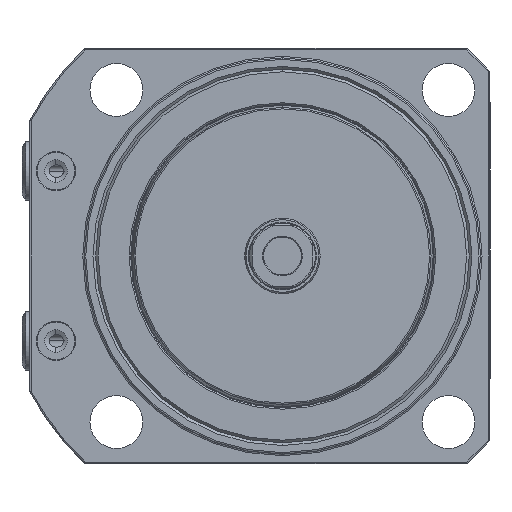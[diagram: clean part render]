
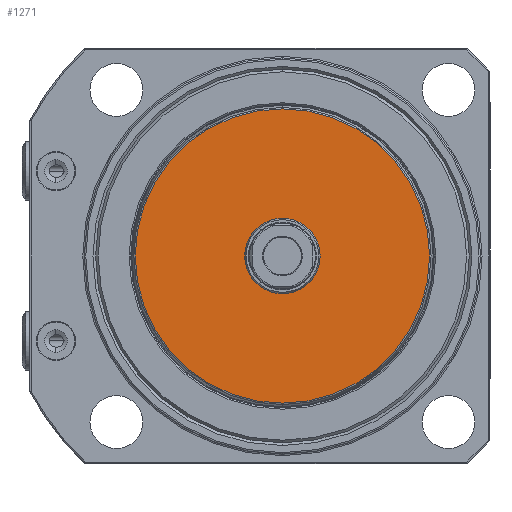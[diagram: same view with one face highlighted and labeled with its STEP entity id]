
A CAD part, front view. The second image highlights one B-rep face of the part: STEP entity #1271.
In plain terms, the highlighted planar face has unit normal (0, -1, 0).
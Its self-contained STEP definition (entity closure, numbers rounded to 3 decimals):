
#818 = FACE_OUTER_BOUND ( 'NONE', #1041, .T. ) ;
#825 = FACE_BOUND ( 'NONE', #1040, .T. ) ;
#908 = AXIS2_PLACEMENT_3D ( 'NONE', #7620, #7621, #7622 ) ;
#1040 = EDGE_LOOP ( 'NONE', ( #2934, #2932 ) ) ;
#1041 = EDGE_LOOP ( 'NONE', ( #2935, #2930 ) ) ;
#1196 = VERTEX_POINT ( 'NONE', #7480 ) ;
#1197 = VERTEX_POINT ( 'NONE', #7481 ) ;
#1202 = VERTEX_POINT ( 'NONE', #7486 ) ;
#1203 = VERTEX_POINT ( 'NONE', #7487 ) ;
#1271 = ADVANCED_FACE ( 'NONE', ( #825, #818 ), #7619, .F. ) ;
#2930 = ORIENTED_EDGE ( 'NONE', *, *, #8670, .T. ) ;
#2932 = ORIENTED_EDGE ( 'NONE', *, *, #8662, .T. ) ;
#2934 = ORIENTED_EDGE ( 'NONE', *, *, #8678, .T. ) ;
#2935 = ORIENTED_EDGE ( 'NONE', *, *, #8679, .T. ) ;
#5403 = CARTESIAN_POINT ( 'NONE',  ( 0., 0., 0. ) ) ;
#5410 = DIRECTION ( 'NONE',  ( 0., 1., 0. ) ) ;
#5411 = DIRECTION ( 'NONE',  ( 0., 0., 1. ) ) ;
#5433 = CARTESIAN_POINT ( 'NONE',  ( 0., 0., 0. ) ) ;
#5434 = DIRECTION ( 'NONE',  ( 0., -1., 0. ) ) ;
#5435 = DIRECTION ( 'NONE',  ( 0., 0., 1. ) ) ;
#5448 = CARTESIAN_POINT ( 'NONE',  ( 0., 0., 0. ) ) ;
#5458 = DIRECTION ( 'NONE',  ( 0., 1., 0. ) ) ;
#5459 = DIRECTION ( 'NONE',  ( 0., 0., 1. ) ) ;
#5460 = CARTESIAN_POINT ( 'NONE',  ( 0., 0., 0. ) ) ;
#5461 = DIRECTION ( 'NONE',  ( 0., -1., 0. ) ) ;
#5462 = DIRECTION ( 'NONE',  ( 0., 0., 1. ) ) ;
#7310 = AXIS2_PLACEMENT_3D ( 'NONE', #5448, #5458, #5459 ) ;
#7318 = AXIS2_PLACEMENT_3D ( 'NONE', #5460, #5461, #5462 ) ;
#7321 = AXIS2_PLACEMENT_3D ( 'NONE', #5433, #5434, #5435 ) ;
#7333 = AXIS2_PLACEMENT_3D ( 'NONE', #5403, #5410, #5411 ) ;
#7480 = CARTESIAN_POINT ( 'NONE',  ( 0., 0., 38.992 ) ) ;
#7481 = CARTESIAN_POINT ( 'NONE',  ( 0., 0., -38.992 ) ) ;
#7486 = CARTESIAN_POINT ( 'NONE',  ( 0., 0., 10. ) ) ;
#7487 = CARTESIAN_POINT ( 'NONE',  ( 0., 0., -10. ) ) ;
#7619 = PLANE ( 'NONE',  #908 ) ;
#7620 = CARTESIAN_POINT ( 'NONE',  ( 39.272, 0., 0. ) ) ;
#7621 = DIRECTION ( 'NONE',  ( 0., 1., 0. ) ) ;
#7622 = DIRECTION ( 'NONE',  ( 0., 0., 1. ) ) ;
#8376 = CIRCLE ( 'NONE', #7333, 10. ) ;
#8383 = CIRCLE ( 'NONE', #7318, 38.992 ) ;
#8384 = CIRCLE ( 'NONE', #7310, 10. ) ;
#8388 = CIRCLE ( 'NONE', #7321, 38.992 ) ;
#8662 = EDGE_CURVE ( 'NONE', #1203, #1202, #8376, .T. ) ;
#8670 = EDGE_CURVE ( 'NONE', #1197, #1196, #8388, .T. ) ;
#8678 = EDGE_CURVE ( 'NONE', #1202, #1203, #8384, .T. ) ;
#8679 = EDGE_CURVE ( 'NONE', #1196, #1197, #8383, .T. ) ;
